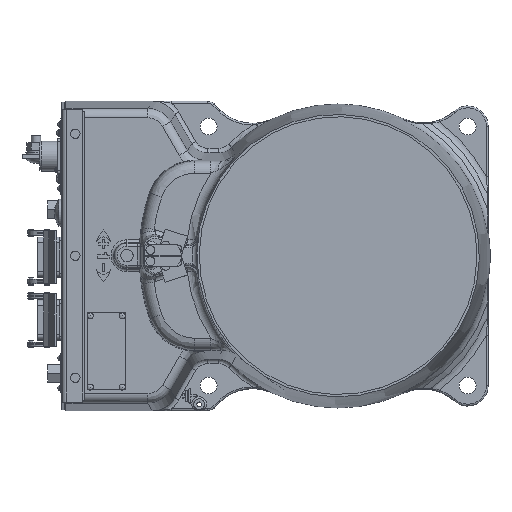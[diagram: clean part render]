
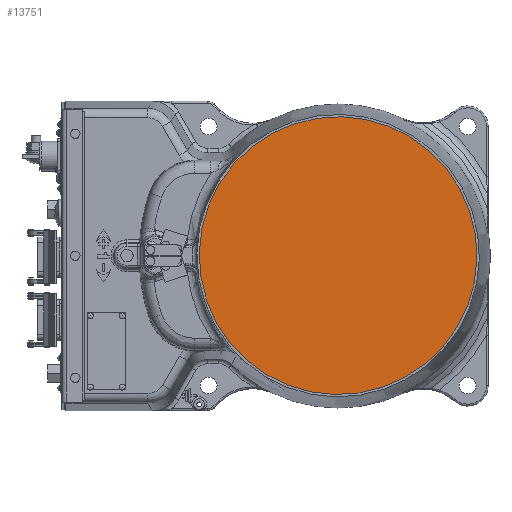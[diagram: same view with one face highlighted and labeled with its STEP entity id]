
A CAD part, top view. The second image highlights one B-rep face of the part: STEP entity #13751.
In plain terms, the highlighted planar face has unit normal (0, 0, 1).
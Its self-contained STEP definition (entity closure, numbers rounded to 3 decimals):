
#551=PLANE('',#14690);
#1042=FACE_OUTER_BOUND('',#1906,.T.);
#1906=EDGE_LOOP('',(#9820));
#5397=CIRCLE('',#14617,148.);
#6102=VERTEX_POINT('',#21699);
#7464=EDGE_CURVE('',#6102,#6102,#5397,.T.);
#9820=ORIENTED_EDGE('',*,*,#7464,.T.);
#13751=ADVANCED_FACE('',(#1042),#551,.F.);
#14617=AXIS2_PLACEMENT_3D('',#21700,#16153,#16154);
#14690=AXIS2_PLACEMENT_3D('',#24900,#16332,#16333);
#16153=DIRECTION('center_axis',(0.,0.,1.));
#16154=DIRECTION('ref_axis',(0.878,0.479,0.));
#16332=DIRECTION('center_axis',(0.,0.,-1.));
#16333=DIRECTION('ref_axis',(0.,1.,0.));
#21699=CARTESIAN_POINT('',(-129.882,-70.955,233.));
#21700=CARTESIAN_POINT('Origin',(0.,0.,
233.));
#24900=CARTESIAN_POINT('Origin',(0.,0.,
233.));
